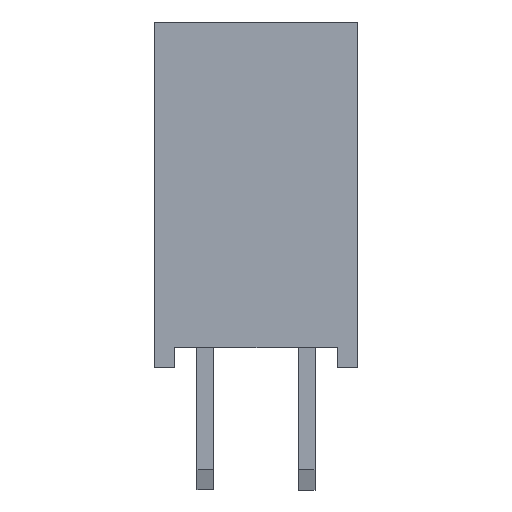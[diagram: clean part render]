
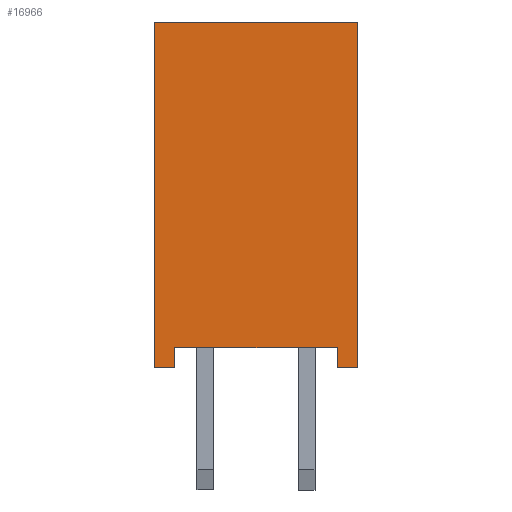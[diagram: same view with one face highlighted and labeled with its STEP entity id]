
A CAD part, left-side view. The second image highlights one B-rep face of the part: STEP entity #16966.
In plain terms, the highlighted planar face has unit normal (-1, 0, 0).
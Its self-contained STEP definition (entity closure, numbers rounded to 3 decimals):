
#544=FACE_OUTER_BOUND('',#1546,.T.);
#1546=EDGE_LOOP('',(#12043,#12044,#12045,#12046,#12047,#12048,#12049,#12050));
#2516=LINE('',#23153,#4908);
#2647=LINE('',#23414,#5039);
#2649=LINE('',#23418,#5041);
#2779=LINE('',#23678,#5171);
#2909=LINE('',#23938,#5301);
#3135=LINE('',#24358,#5527);
#3233=LINE('',#24522,#5625);
#3234=LINE('',#24524,#5626);
#4908=VECTOR('',#18870,5.);
#5039=VECTOR('',#19003,8.5);
#5041=VECTOR('',#19007,0.5);
#5171=VECTOR('',#19139,0.5);
#5301=VECTOR('',#19271,4.);
#5527=VECTOR('',#19499,0.5);
#5625=VECTOR('',#19599,0.5);
#5626=VECTOR('',#19602,8.5);
#7299=VERTEX_POINT('',#23150);
#7300=VERTEX_POINT('',#23152);
#7429=VERTEX_POINT('',#23412);
#7430=VERTEX_POINT('',#23416);
#7559=VERTEX_POINT('',#23676);
#7688=VERTEX_POINT('',#23936);
#7881=VERTEX_POINT('',#24356);
#7946=VERTEX_POINT('',#24520);
#8852=EDGE_CURVE('',#7299,#7300,#2516,.T.);
#8983=EDGE_CURVE('',#7429,#7299,#2647,.T.);
#8985=EDGE_CURVE('',#7430,#7429,#2649,.T.);
#9115=EDGE_CURVE('',#7430,#7559,#2779,.T.);
#9245=EDGE_CURVE('',#7688,#7559,#2909,.T.);
#9471=EDGE_CURVE('',#7881,#7688,#3135,.T.);
#9569=EDGE_CURVE('',#7946,#7881,#3233,.T.);
#9570=EDGE_CURVE('',#7300,#7946,#3234,.T.);
#12043=ORIENTED_EDGE('',*,*,#9471,.F.);
#12044=ORIENTED_EDGE('',*,*,#9569,.F.);
#12045=ORIENTED_EDGE('',*,*,#9570,.F.);
#12046=ORIENTED_EDGE('',*,*,#8852,.F.);
#12047=ORIENTED_EDGE('',*,*,#8983,.F.);
#12048=ORIENTED_EDGE('',*,*,#8985,.F.);
#12049=ORIENTED_EDGE('',*,*,#9115,.T.);
#12050=ORIENTED_EDGE('',*,*,#9245,.F.);
#16028=PLANE('',#17920);
#16966=ADVANCED_FACE('',(#544),#16028,.F.);
#17920=AXIS2_PLACEMENT_3D('',#24525,#19603,#19604);
#18870=DIRECTION('',(0.,0.,1.));
#19003=DIRECTION('',(0.,1.,0.));
#19007=DIRECTION('',(0.,0.,-1.));
#19139=DIRECTION('',(0.,1.,0.));
#19271=DIRECTION('',(0.,0.,-1.));
#19499=DIRECTION('',(0.,1.,0.));
#19599=DIRECTION('',(0.,0.,-1.));
#19602=DIRECTION('',(0.,-1.,0.));
#19603=DIRECTION('center_axis',(1.,0.,0.));
#19604=DIRECTION('ref_axis',(0.,0.,-1.));
#23150=CARTESIAN_POINT('',(-38.35,8.5,-2.5));
#23152=CARTESIAN_POINT('',(-38.35,8.5,2.5));
#23153=CARTESIAN_POINT('',(-38.35,8.5,-2.5));
#23412=CARTESIAN_POINT('',(-38.35,0.,-2.5));
#23414=CARTESIAN_POINT('',(-38.35,0.,-2.5));
#23416=CARTESIAN_POINT('',(-38.35,0.,-2.));
#23418=CARTESIAN_POINT('',(-38.35,0.,-2.));
#23676=CARTESIAN_POINT('',(-38.35,0.5,-2.));
#23678=CARTESIAN_POINT('',(-38.35,0.,-2.));
#23936=CARTESIAN_POINT('',(-38.35,0.5,2.));
#23938=CARTESIAN_POINT('',(-38.35,0.5,2.));
#24356=CARTESIAN_POINT('',(-38.35,0.,2.));
#24358=CARTESIAN_POINT('',(-38.35,0.,2.));
#24520=CARTESIAN_POINT('',(-38.35,0.,2.5));
#24522=CARTESIAN_POINT('',(-38.35,0.,2.5));
#24524=CARTESIAN_POINT('',(-38.35,8.5,2.5));
#24525=CARTESIAN_POINT('Origin',(-38.35,0.,0.));
